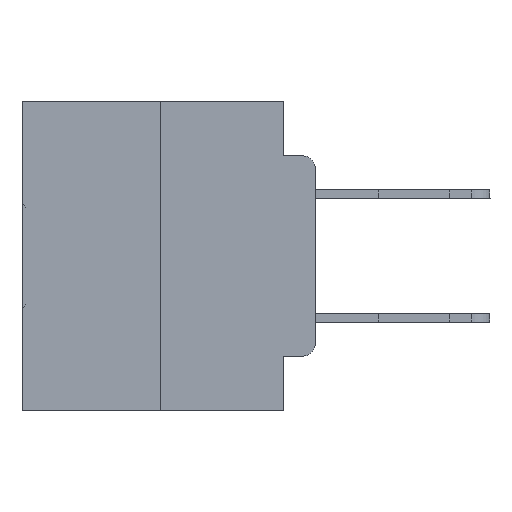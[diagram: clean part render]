
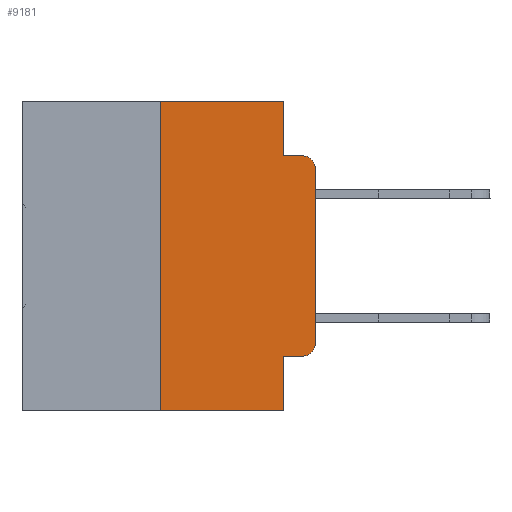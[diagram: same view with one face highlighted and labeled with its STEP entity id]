
A CAD part, left-side view. The second image highlights one B-rep face of the part: STEP entity #9181.
In plain terms, the highlighted planar face has unit normal (-1, 0, 0).
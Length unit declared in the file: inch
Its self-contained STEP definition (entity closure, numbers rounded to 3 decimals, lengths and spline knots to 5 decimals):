
#368 = CARTESIAN_POINT ( 'NONE',  ( 0., 0.02, -0.0885 ) ) ;
#520 = CIRCLE ( 'NONE', #23414, 0.02 ) ;
#991 = CARTESIAN_POINT ( 'NONE',  ( 0., 0., 0. ) ) ;
#2002 = CARTESIAN_POINT ( 'NONE',  ( 0., 0., -0.1085 ) ) ;
#2023 = ORIENTED_EDGE ( 'NONE', *, *, #20686, .F. ) ;
#2283 = VERTEX_POINT ( 'NONE', #5512 ) ;
#2362 = AXIS2_PLACEMENT_3D ( 'NONE', #5095, #22470, #7627 ) ;
#2430 = VERTEX_POINT ( 'NONE', #2002 ) ;
#2496 = VERTEX_POINT ( 'NONE', #29257 ) ;
#3677 = LINE ( 'NONE', #991, #4475 ) ;
#4085 = ORIENTED_EDGE ( 'NONE', *, *, #12387, .F. ) ;
#4117 = VERTEX_POINT ( 'NONE', #11264 ) ;
#4179 = VECTOR ( 'NONE', #21907, 39.37008 ) ;
#4392 = DIRECTION ( 'NONE',  ( -1., 0., 0. ) ) ;
#4475 = VECTOR ( 'NONE', #23555, 39.37008 ) ;
#4647 = DIRECTION ( 'NONE',  ( -1., 0., 0. ) ) ;
#4759 = LINE ( 'NONE', #12403, #14529 ) ;
#4873 = DIRECTION ( 'NONE',  ( 0., 0., 1. ) ) ;
#5042 = VECTOR ( 'NONE', #5156, 39.37008 ) ;
#5095 = CARTESIAN_POINT ( 'NONE',  ( 0., 0.473, 0. ) ) ;
#5156 = DIRECTION ( 'NONE',  ( 0., -1., 0. ) ) ;
#5329 = CARTESIAN_POINT ( 'NONE',  ( 0., 0.25, -0.5 ) ) ;
#5512 = CARTESIAN_POINT ( 'NONE',  ( 0., 0.25, 0. ) ) ;
#6081 = ORIENTED_EDGE ( 'NONE', *, *, #25669, .F. ) ;
#6211 = CIRCLE ( 'NONE', #11410, 0.02 ) ;
#6742 = VERTEX_POINT ( 'NONE', #31746 ) ;
#7627 = DIRECTION ( 'NONE',  ( 0., 0., -1. ) ) ;
#8155 = FACE_OUTER_BOUND ( 'NONE', #9137, .T. ) ;
#8596 = LINE ( 'NONE', #17576, #5042 ) ;
#8641 = CARTESIAN_POINT ( 'NONE',  ( 0., 0.051, -0.4115 ) ) ;
#9057 = EDGE_CURVE ( 'NONE', #6742, #9361, #6211, .T. ) ;
#9137 = EDGE_LOOP ( 'NONE', ( #20440, #21219, #2023, #10397, #6081, #25815, #23173, #4085, #18154, #16232 ) ) ;
#9181 = ADVANCED_FACE ( 'NONE', ( #8155 ), #19986, .F. ) ;
#9255 = VERTEX_POINT ( 'NONE', #5329 ) ;
#9361 = VERTEX_POINT ( 'NONE', #15678 ) ;
#9587 = CARTESIAN_POINT ( 'NONE',  ( 0., 0.473, 0. ) ) ;
#9622 = VERTEX_POINT ( 'NONE', #21698 ) ;
#10397 = ORIENTED_EDGE ( 'NONE', *, *, #19038, .F. ) ;
#10744 = EDGE_CURVE ( 'NONE', #2496, #6742, #21615, .T. ) ;
#11264 = CARTESIAN_POINT ( 'NONE',  ( 0., 0.051, 0. ) ) ;
#11410 = AXIS2_PLACEMENT_3D ( 'NONE', #19567, #4647, #22036 ) ;
#11660 = LINE ( 'NONE', #9587, #4179 ) ;
#11688 = CARTESIAN_POINT ( 'NONE',  ( 0., 0.051, 0. ) ) ;
#12387 = EDGE_CURVE ( 'NONE', #2496, #18912, #4759, .T. ) ;
#12403 = CARTESIAN_POINT ( 'NONE',  ( 0., 0.051, 0. ) ) ;
#14529 = VECTOR ( 'NONE', #27130, 39.37008 ) ;
#15039 = VECTOR ( 'NONE', #16130, 39.37008 ) ;
#15678 = CARTESIAN_POINT ( 'NONE',  ( 0., 0., -0.3915 ) ) ;
#16130 = DIRECTION ( 'NONE',  ( 0., -1., 0. ) ) ;
#16232 = ORIENTED_EDGE ( 'NONE', *, *, #9057, .T. ) ;
#16688 = DIRECTION ( 'NONE',  ( 0., 0., -1. ) ) ;
#17384 = EDGE_CURVE ( 'NONE', #9255, #2283, #24961, .T. ) ;
#17576 = CARTESIAN_POINT ( 'NONE',  ( 0., 0.051, -0.0885 ) ) ;
#18154 = ORIENTED_EDGE ( 'NONE', *, *, #10744, .T. ) ;
#18728 = CARTESIAN_POINT ( 'NONE',  ( 0., 0.051, -0.5 ) ) ;
#18912 = VERTEX_POINT ( 'NONE', #18728 ) ;
#19038 = EDGE_CURVE ( 'NONE', #4117, #9622, #31102, .T. ) ;
#19328 = CARTESIAN_POINT ( 'NONE',  ( 0., 0.02, -0.1085 ) ) ;
#19567 = CARTESIAN_POINT ( 'NONE',  ( 0., 0.02, -0.3915 ) ) ;
#19712 = DIRECTION ( 'NONE',  ( 0., -1., 0. ) ) ;
#19986 = PLANE ( 'NONE',  #2362 ) ;
#20440 = ORIENTED_EDGE ( 'NONE', *, *, #27225, .T. ) ;
#20686 = EDGE_CURVE ( 'NONE', #9622, #28282, #8596, .T. ) ;
#21219 = ORIENTED_EDGE ( 'NONE', *, *, #25612, .T. ) ;
#21475 = LINE ( 'NONE', #27081, #28744 ) ;
#21615 = LINE ( 'NONE', #8641, #15039 ) ;
#21698 = CARTESIAN_POINT ( 'NONE',  ( 0., 0.051, -0.0885 ) ) ;
#21812 = DIRECTION ( 'NONE',  ( 0., 0., -1. ) ) ;
#21907 = DIRECTION ( 'NONE',  ( 0., -1., 0. ) ) ;
#22036 = DIRECTION ( 'NONE',  ( 0., 0., -1. ) ) ;
#22470 = DIRECTION ( 'NONE',  ( 1., 0., 0. ) ) ;
#23173 = ORIENTED_EDGE ( 'NONE', *, *, #29315, .T. ) ;
#23414 = AXIS2_PLACEMENT_3D ( 'NONE', #19328, #4392, #21812 ) ;
#23555 = DIRECTION ( 'NONE',  ( 0., 0., 1. ) ) ;
#23803 = VECTOR ( 'NONE', #16688, 39.37008 ) ;
#24201 = VECTOR ( 'NONE', #4873, 39.37008 ) ;
#24961 = LINE ( 'NONE', #32138, #24201 ) ;
#25612 = EDGE_CURVE ( 'NONE', #2430, #28282, #520, .T. ) ;
#25669 = EDGE_CURVE ( 'NONE', #2283, #4117, #11660, .T. ) ;
#25815 = ORIENTED_EDGE ( 'NONE', *, *, #17384, .F. ) ;
#27081 = CARTESIAN_POINT ( 'NONE',  ( 0., 0.473, -0.5 ) ) ;
#27130 = DIRECTION ( 'NONE',  ( 0., 0., -1. ) ) ;
#27225 = EDGE_CURVE ( 'NONE', #9361, #2430, #3677, .T. ) ;
#28282 = VERTEX_POINT ( 'NONE', #368 ) ;
#28744 = VECTOR ( 'NONE', #19712, 39.37008 ) ;
#29257 = CARTESIAN_POINT ( 'NONE',  ( 0., 0.051, -0.4115 ) ) ;
#29315 = EDGE_CURVE ( 'NONE', #9255, #18912, #21475, .T. ) ;
#31102 = LINE ( 'NONE', #11688, #23803 ) ;
#31746 = CARTESIAN_POINT ( 'NONE',  ( 0., 0.02, -0.4115 ) ) ;
#32138 = CARTESIAN_POINT ( 'NONE',  ( 0., 0.25, 0. ) ) ;
